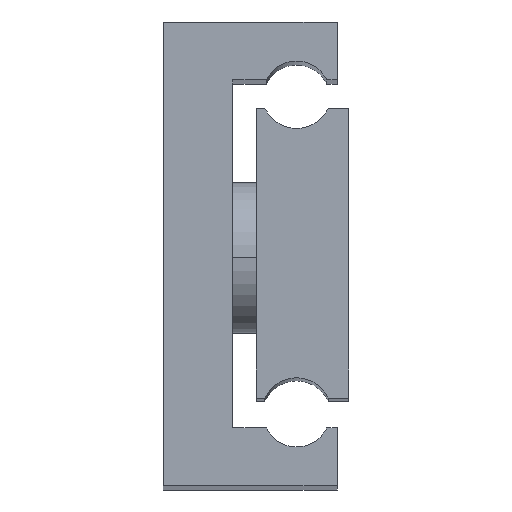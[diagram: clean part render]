
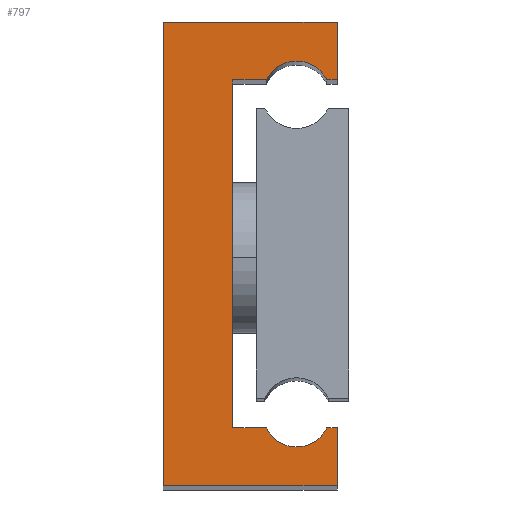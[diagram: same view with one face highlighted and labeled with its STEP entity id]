
A CAD part, top view. The second image highlights one B-rep face of the part: STEP entity #797.
In plain terms, the highlighted planar face has unit normal (0, 0, 1).
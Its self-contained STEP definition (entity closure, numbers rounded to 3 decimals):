
#37 = ORIENTED_EDGE ( 'NONE', *, *, #621, .T. ) ;
#61 = CARTESIAN_POINT ( 'NONE',  ( 11.5, 33.75, 100. ) ) ;
#69 = CARTESIAN_POINT ( 'NONE',  ( 14.105, 5., 100. ) ) ;
#143 = CARTESIAN_POINT ( 'NONE',  ( 14.105, 35., 100. ) ) ;
#164 = FACE_OUTER_BOUND ( 'NONE', #761, .T. ) ;
#195 = EDGE_CURVE ( 'NONE', #197, #1146, #1097, .T. ) ;
#196 = DIRECTION ( 'NONE',  ( 0., 1., 0. ) ) ;
#197 = VERTEX_POINT ( 'NONE', #1683 ) ;
#198 = CARTESIAN_POINT ( 'NONE',  ( 6., 35., 100. ) ) ;
#300 = CARTESIAN_POINT ( 'NONE',  ( 8.895, 35., 100. ) ) ;
#304 = CARTESIAN_POINT ( 'NONE',  ( 0., 0., 100. ) ) ;
#325 = CARTESIAN_POINT ( 'NONE',  ( 15., 35., 100. ) ) ;
#329 = CARTESIAN_POINT ( 'NONE',  ( 15., 5., 100. ) ) ;
#334 = DIRECTION ( 'NONE',  ( -1., 0., 0. ) ) ;
#336 = CARTESIAN_POINT ( 'NONE',  ( 6., 5., 100. ) ) ;
#443 = ORIENTED_EDGE ( 'NONE', *, *, #945, .T. ) ;
#452 = AXIS2_PLACEMENT_3D ( 'NONE', #492, #669, #334 ) ;
#492 = CARTESIAN_POINT ( 'NONE',  ( 11.5, 33.75, 100. ) ) ;
#511 = DIRECTION ( 'NONE',  ( -1., 0., 0. ) ) ;
#515 = CARTESIAN_POINT ( 'NONE',  ( 0., 0., 100. ) ) ;
#518 = DIRECTION ( 'NONE',  ( -1., 0., 0. ) ) ;
#606 = DIRECTION ( 'NONE',  ( 1., 0., 0. ) ) ;
#621 = EDGE_CURVE ( 'NONE', #1517, #1635, #1437, .T. ) ;
#629 = CARTESIAN_POINT ( 'NONE',  ( 15., 5., 100. ) ) ;
#661 = DIRECTION ( 'NONE',  ( 0., 1., 0. ) ) ;
#664 = DIRECTION ( 'NONE',  ( 0., -1., 0. ) ) ;
#669 = DIRECTION ( 'NONE',  ( 0., 0., -1. ) ) ;
#677 = VERTEX_POINT ( 'NONE', #198 ) ;
#706 = CARTESIAN_POINT ( 'NONE',  ( 0., 0., 100. ) ) ;
#741 = VERTEX_POINT ( 'NONE', #1162 ) ;
#751 = ORIENTED_EDGE ( 'NONE', *, *, #1229, .T. ) ;
#754 = VERTEX_POINT ( 'NONE', #1584 ) ;
#761 = EDGE_LOOP ( 'NONE', ( #1376, #1733, #1765, #443, #37, #1715, #1693, #1803, #1790, #751, #1319, #1413 ) ) ;
#764 = CARTESIAN_POINT ( 'NONE',  ( 8.895, 5., 100. ) ) ;
#769 = VECTOR ( 'NONE', #664, 1000. ) ;
#797 = ADVANCED_FACE ( 'NONE', ( #164 ), #1415, .F. ) ;
#802 = LINE ( 'NONE', #329, #1084 ) ;
#803 = LINE ( 'NONE', #1851, #1868 ) ;
#816 = LINE ( 'NONE', #1556, #881 ) ;
#879 = VERTEX_POINT ( 'NONE', #300 ) ;
#881 = VECTOR ( 'NONE', #196, 1000. ) ;
#945 = EDGE_CURVE ( 'NONE', #1660, #1517, #802, .T. ) ;
#960 = EDGE_CURVE ( 'NONE', #1438, #677, #1423, .T. ) ;
#999 = CARTESIAN_POINT ( 'NONE',  ( 15., 35., 100. ) ) ;
#1008 = LINE ( 'NONE', #1615, #1771 ) ;
#1021 = EDGE_CURVE ( 'NONE', #879, #1137, #1156, .T. ) ;
#1030 = AXIS2_PLACEMENT_3D ( 'NONE', #61, #1524, #518 ) ;
#1053 = CARTESIAN_POINT ( 'NONE',  ( 6., 5., 100. ) ) ;
#1084 = VECTOR ( 'NONE', #511, 1000. ) ;
#1097 = LINE ( 'NONE', #515, #769 ) ;
#1123 = DIRECTION ( 'NONE',  ( 1., 0., 0. ) ) ;
#1132 = DIRECTION ( 'NONE',  ( 1., 0., 0. ) ) ;
#1137 = VERTEX_POINT ( 'NONE', #143 ) ;
#1146 = VERTEX_POINT ( 'NONE', #304 ) ;
#1150 = VECTOR ( 'NONE', #606, 1000. ) ;
#1156 = CIRCLE ( 'NONE', #1030, 2.89 ) ;
#1162 = CARTESIAN_POINT ( 'NONE',  ( 15., 0., 100. ) ) ;
#1229 = EDGE_CURVE ( 'NONE', #1137, #1838, #1387, .T. ) ;
#1264 = DIRECTION ( 'NONE',  ( -1., 0., 0. ) ) ;
#1300 = EDGE_CURVE ( 'NONE', #754, #197, #1008, .T. ) ;
#1319 = ORIENTED_EDGE ( 'NONE', *, *, #1550, .T. ) ;
#1330 = LINE ( 'NONE', #1349, #1150 ) ;
#1349 = CARTESIAN_POINT ( 'NONE',  ( 8.895, 35., 100. ) ) ;
#1376 = ORIENTED_EDGE ( 'NONE', *, *, #195, .T. ) ;
#1387 = LINE ( 'NONE', #325, #1748 ) ;
#1399 = VECTOR ( 'NONE', #1132, 1000. ) ;
#1411 = LINE ( 'NONE', #1536, #1703 ) ;
#1413 = ORIENTED_EDGE ( 'NONE', *, *, #1300, .T. ) ;
#1415 = PLANE ( 'NONE',  #452 ) ;
#1416 = DIRECTION ( 'NONE',  ( 0., 1., 0. ) ) ;
#1423 = LINE ( 'NONE', #336, #1668 ) ;
#1437 = CIRCLE ( 'NONE', #1735, 2.89 ) ;
#1438 = VERTEX_POINT ( 'NONE', #1053 ) ;
#1517 = VERTEX_POINT ( 'NONE', #69 ) ;
#1524 = DIRECTION ( 'NONE',  ( 0., 0., -1. ) ) ;
#1536 = CARTESIAN_POINT ( 'NONE',  ( 8.895, 5., 100. ) ) ;
#1550 = EDGE_CURVE ( 'NONE', #1838, #754, #816, .T. ) ;
#1556 = CARTESIAN_POINT ( 'NONE',  ( 15., 40., 100. ) ) ;
#1557 = CARTESIAN_POINT ( 'NONE',  ( 11.5, 6.25, 100. ) ) ;
#1558 = EDGE_CURVE ( 'NONE', #741, #1660, #803, .T. ) ;
#1562 = DIRECTION ( 'NONE',  ( 1., 0., 0. ) ) ;
#1584 = CARTESIAN_POINT ( 'NONE',  ( 15., 40., 100. ) ) ;
#1593 = DIRECTION ( 'NONE',  ( -1., 0., 0. ) ) ;
#1615 = CARTESIAN_POINT ( 'NONE',  ( 0., 40., 100. ) ) ;
#1635 = VERTEX_POINT ( 'NONE', #764 ) ;
#1660 = VERTEX_POINT ( 'NONE', #629 ) ;
#1668 = VECTOR ( 'NONE', #1416, 1000. ) ;
#1683 = CARTESIAN_POINT ( 'NONE',  ( 0., 40., 100. ) ) ;
#1689 = DIRECTION ( 'NONE',  ( 0., 0., -1. ) ) ;
#1693 = ORIENTED_EDGE ( 'NONE', *, *, #960, .T. ) ;
#1703 = VECTOR ( 'NONE', #1264, 1000. ) ;
#1715 = ORIENTED_EDGE ( 'NONE', *, *, #1788, .T. ) ;
#1723 = EDGE_CURVE ( 'NONE', #677, #879, #1330, .T. ) ;
#1733 = ORIENTED_EDGE ( 'NONE', *, *, #1830, .T. ) ;
#1735 = AXIS2_PLACEMENT_3D ( 'NONE', #1557, #1689, #1123 ) ;
#1748 = VECTOR ( 'NONE', #1562, 1000. ) ;
#1765 = ORIENTED_EDGE ( 'NONE', *, *, #1558, .T. ) ;
#1771 = VECTOR ( 'NONE', #1593, 1000. ) ;
#1788 = EDGE_CURVE ( 'NONE', #1635, #1438, #1411, .T. ) ;
#1790 = ORIENTED_EDGE ( 'NONE', *, *, #1021, .T. ) ;
#1803 = ORIENTED_EDGE ( 'NONE', *, *, #1723, .T. ) ;
#1830 = EDGE_CURVE ( 'NONE', #1146, #741, #1873, .T. ) ;
#1838 = VERTEX_POINT ( 'NONE', #999 ) ;
#1851 = CARTESIAN_POINT ( 'NONE',  ( 15., 0., 100. ) ) ;
#1868 = VECTOR ( 'NONE', #661, 1000. ) ;
#1873 = LINE ( 'NONE', #706, #1399 ) ;
